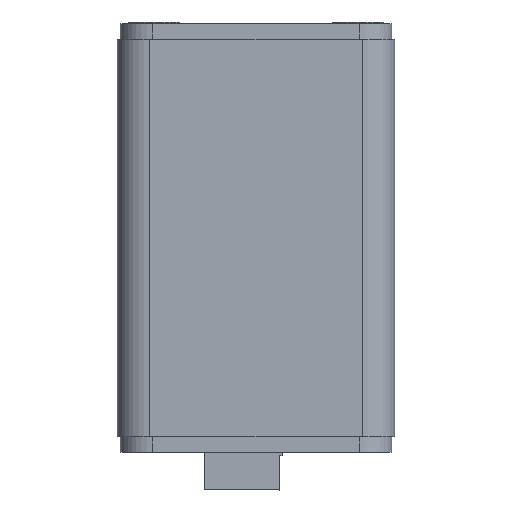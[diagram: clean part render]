
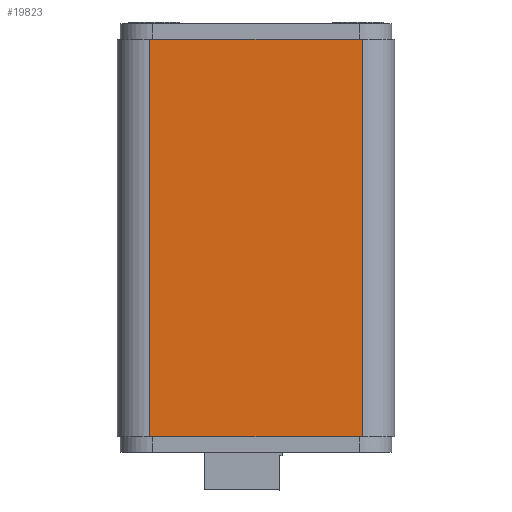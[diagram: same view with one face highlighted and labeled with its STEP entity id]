
A CAD part, front view. The second image highlights one B-rep face of the part: STEP entity #19823.
In plain terms, the highlighted face is planar.
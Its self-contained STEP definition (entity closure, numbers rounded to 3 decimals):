
#1620 = VECTOR ( 'NONE', #15293, 1000. ) ;
#1783 = LINE ( 'NONE', #11426, #17175 ) ;
#1979 = PLANE ( 'NONE',  #8607 ) ;
#2755 = CARTESIAN_POINT ( 'NONE',  ( 0., 12.9, 37. ) ) ;
#4046 = EDGE_CURVE ( 'NONE', #14033, #31256, #4945, .T. ) ;
#4945 = LINE ( 'NONE', #2755, #29232 ) ;
#8607 = AXIS2_PLACEMENT_3D ( 'NONE', #17939, #30934, #18218 ) ;
#11426 = CARTESIAN_POINT ( 'NONE',  ( 3., 12.9, 37. ) ) ;
#11775 = VERTEX_POINT ( 'NONE', #25433 ) ;
#12194 = EDGE_CURVE ( 'NONE', #11775, #31256, #1783, .T. ) ;
#12225 = DIRECTION ( 'NONE',  ( -1., 0., 0. ) ) ;
#12448 = DIRECTION ( 'NONE',  ( -1., 0., 0. ) ) ;
#14033 = VERTEX_POINT ( 'NONE', #21397 ) ;
#14619 = DIRECTION ( 'NONE',  ( 0., 0., 1. ) ) ;
#15293 = DIRECTION ( 'NONE',  ( 0., 0., -1. ) ) ;
#15879 = EDGE_CURVE ( 'NONE', #14033, #27478, #28898, .T. ) ;
#17175 = VECTOR ( 'NONE', #14619, 1000. ) ;
#17939 = CARTESIAN_POINT ( 'NONE',  ( 0., 12.9, 37. ) ) ;
#18217 = EDGE_LOOP ( 'NONE', ( #19273, #24702, #23000, #27969 ) ) ;
#18218 = DIRECTION ( 'NONE',  ( 0., 0., -1. ) ) ;
#19273 = ORIENTED_EDGE ( 'NONE', *, *, #4046, .F. ) ;
#19823 = ADVANCED_FACE ( 'NONE', ( #20314 ), #1979, .F. ) ;
#20314 = FACE_OUTER_BOUND ( 'NONE', #18217, .T. ) ;
#21397 = CARTESIAN_POINT ( 'NONE',  ( 22.8, 12.9, 37. ) ) ;
#23000 = ORIENTED_EDGE ( 'NONE', *, *, #23581, .T. ) ;
#23581 = EDGE_CURVE ( 'NONE', #27478, #11775, #27839, .T. ) ;
#24584 = CARTESIAN_POINT ( 'NONE',  ( 22.8, 12.9, 37. ) ) ;
#24702 = ORIENTED_EDGE ( 'NONE', *, *, #15879, .T. ) ;
#25433 = CARTESIAN_POINT ( 'NONE',  ( 3., 12.9, 0. ) ) ;
#27478 = VERTEX_POINT ( 'NONE', #31937 ) ;
#27839 = LINE ( 'NONE', #31687, #31327 ) ;
#27969 = ORIENTED_EDGE ( 'NONE', *, *, #12194, .T. ) ;
#28898 = LINE ( 'NONE', #24584, #1620 ) ;
#29232 = VECTOR ( 'NONE', #12225, 1000. ) ;
#30934 = DIRECTION ( 'NONE',  ( 0., -1., 0. ) ) ;
#31256 = VERTEX_POINT ( 'NONE', #41030 ) ;
#31327 = VECTOR ( 'NONE', #12448, 1000. ) ;
#31687 = CARTESIAN_POINT ( 'NONE',  ( 0., 12.9, 0. ) ) ;
#31937 = CARTESIAN_POINT ( 'NONE',  ( 22.8, 12.9, 0. ) ) ;
#41030 = CARTESIAN_POINT ( 'NONE',  ( 3., 12.9, 37. ) ) ;
